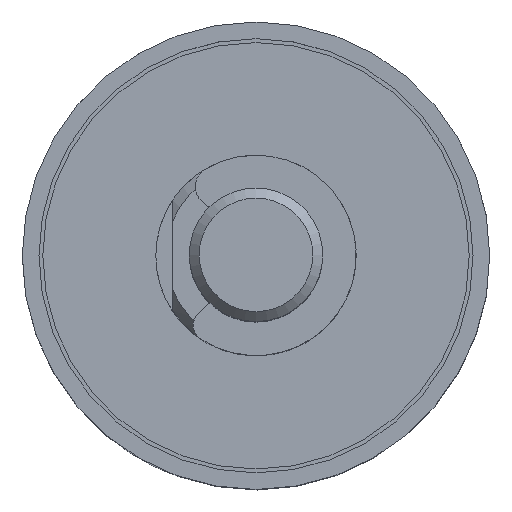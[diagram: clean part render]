
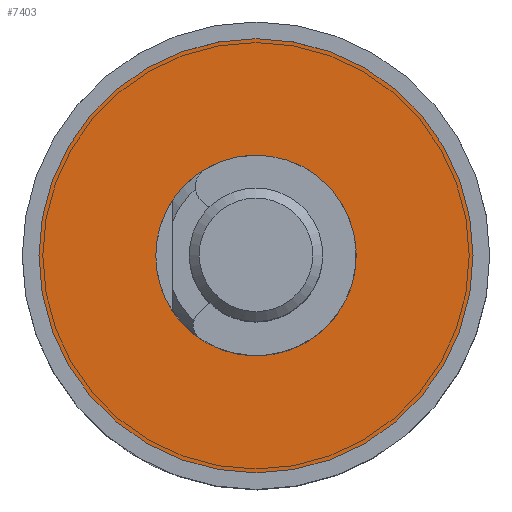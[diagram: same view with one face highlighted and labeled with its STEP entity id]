
A CAD part, top view. The second image highlights one B-rep face of the part: STEP entity #7403.
In plain terms, the highlighted planar face has unit normal (0, 0, 1).
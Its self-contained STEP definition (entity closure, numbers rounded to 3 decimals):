
#687 = ORIENTED_EDGE ( 'NONE', *, *, #5000, .T. ) ;
#943 = FACE_OUTER_BOUND ( 'NONE', #2358, .T. ) ;
#1768 = VERTEX_POINT ( 'NONE', #5650 ) ;
#1998 = CARTESIAN_POINT ( 'NONE',  ( 0., 0., 0.5 ) ) ;
#2358 = EDGE_LOOP ( 'NONE', ( #9625 ) ) ;
#2377 = DIRECTION ( 'NONE',  ( 1., 0., 0. ) ) ;
#2736 = DIRECTION ( 'NONE',  ( 0., 0., 1. ) ) ;
#2781 = VERTEX_POINT ( 'NONE', #9472 ) ;
#3212 = CIRCLE ( 'NONE', #7125, 3. ) ;
#4262 = EDGE_CURVE ( 'NONE', #1768, #1768, #9291, .T. ) ;
#4889 = AXIS2_PLACEMENT_3D ( 'NONE', #7109, #9524, #2377 ) ;
#5000 = EDGE_CURVE ( 'NONE', #2781, #2781, #3212, .T. ) ;
#5155 = DIRECTION ( 'NONE',  ( 1., 0., 0. ) ) ;
#5225 = DIRECTION ( 'NONE',  ( 0., 0., -1. ) ) ;
#5639 = EDGE_LOOP ( 'NONE', ( #687 ) ) ;
#5650 = CARTESIAN_POINT ( 'NONE',  ( 6.5, 0., 0.5 ) ) ;
#6142 = AXIS2_PLACEMENT_3D ( 'NONE', #1998, #2736, #5155 ) ;
#6186 = PLANE ( 'NONE',  #4889 ) ;
#7016 = FACE_BOUND ( 'NONE', #5639, .T. ) ;
#7109 = CARTESIAN_POINT ( 'NONE',  ( 3., 0., 0.5 ) ) ;
#7125 = AXIS2_PLACEMENT_3D ( 'NONE', #8386, #5225, #10068 ) ;
#7403 = ADVANCED_FACE ( 'NONE', ( #7016, #943 ), #6186, .T. ) ;
#8386 = CARTESIAN_POINT ( 'NONE',  ( 0., 0., 0.5 ) ) ;
#9291 = CIRCLE ( 'NONE', #6142, 6.5 ) ;
#9472 = CARTESIAN_POINT ( 'NONE',  ( -3., 0., 0.5 ) ) ;
#9524 = DIRECTION ( 'NONE',  ( 0., 0., 1. ) ) ;
#9625 = ORIENTED_EDGE ( 'NONE', *, *, #4262, .T. ) ;
#10068 = DIRECTION ( 'NONE',  ( -1., 0., 0. ) ) ;
